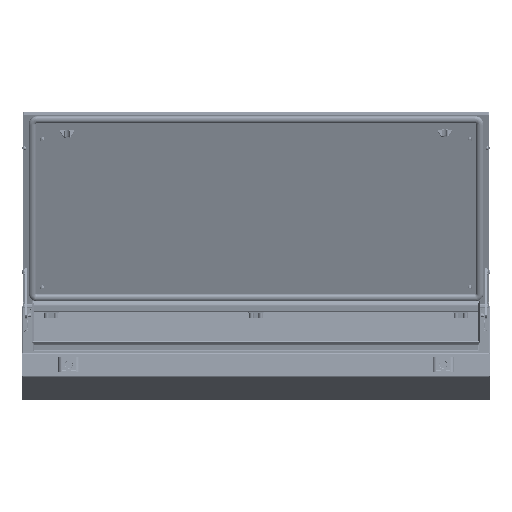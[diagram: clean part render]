
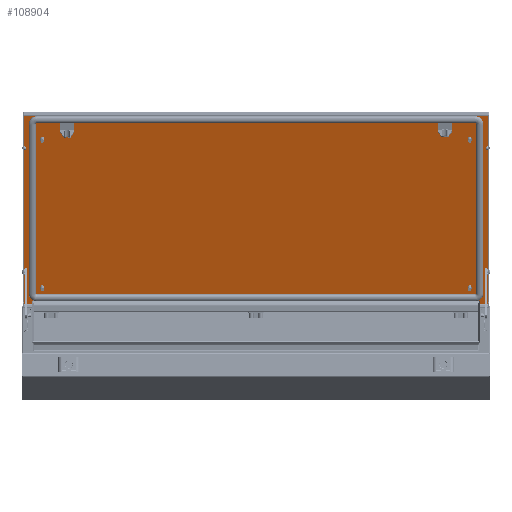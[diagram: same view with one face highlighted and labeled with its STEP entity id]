
A CAD part, front view. The second image highlights one B-rep face of the part: STEP entity #108904.
In plain terms, the highlighted face is planar.
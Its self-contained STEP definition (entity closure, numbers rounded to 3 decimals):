
#19293 = EDGE_CURVE ( 'NONE', #124902, #124900, #89630, .T. ) ;
#19297 = EDGE_CURVE ( 'NONE', #124906, #124902, #89637, .T. ) ;
#19299 = EDGE_CURVE ( 'NONE', #124918, #124906, #89645, .T. ) ;
#19301 = EDGE_CURVE ( 'NONE', #124900, #124918, #89652, .T. ) ;
#69010 = CARTESIAN_POINT ( 'NONE',  ( 218.5, -495.5, 2. ) ) ;
#69030 = CARTESIAN_POINT ( 'NONE',  ( -218.5, -495.5, 2. ) ) ;
#69045 = CARTESIAN_POINT ( 'NONE',  ( 218.5, 495.5, 2. ) ) ;
#69050 = CARTESIAN_POINT ( 'NONE',  ( -218.5, 495.5, 2. ) ) ;
#73748 = CARTESIAN_POINT ( 'NONE',  ( 218.5, 495.5, 2. ) ) ;
#73753 = CARTESIAN_POINT ( 'NONE',  ( 219.5, -495.5, 2. ) ) ;
#73754 = CARTESIAN_POINT ( 'NONE',  ( -219.5, 495.5, 2. ) ) ;
#73755 = DIRECTION ( 'NONE',  ( -1., 0., 0. ) ) ;
#73757 = CARTESIAN_POINT ( 'NONE',  ( -218.5, -495.5, 2. ) ) ;
#73758 = DIRECTION ( 'NONE',  ( 0., -1., 0. ) ) ;
#73760 = DIRECTION ( 'NONE',  ( 1., 0., 0. ) ) ;
#73761 = DIRECTION ( 'NONE',  ( 0., 1., 0. ) ) ;
#84910 = CARTESIAN_POINT ( 'NONE',  ( -219.5, -496.5, 2. ) ) ;
#84917 = PLANE ( 'NONE',  #103962 ) ;
#84919 = DIRECTION ( 'NONE',  ( 0., 0., 1. ) ) ;
#84920 = DIRECTION ( 'NONE',  ( 1., 0., 0. ) ) ;
#89630 = LINE ( 'NONE', #73753, #89640 ) ;
#89637 = LINE ( 'NONE', #73748, #89656 ) ;
#89640 = VECTOR ( 'NONE', #73755, 1000. ) ;
#89645 = LINE ( 'NONE', #73754, #89664 ) ;
#89652 = LINE ( 'NONE', #73757, #89671 ) ;
#89656 = VECTOR ( 'NONE', #73758, 1000. ) ;
#89664 = VECTOR ( 'NONE', #73760, 1000. ) ;
#89671 = VECTOR ( 'NONE', #73761, 1000. ) ;
#99564 = FACE_OUTER_BOUND ( 'NONE', #117572, .T. ) ;
#103962 = AXIS2_PLACEMENT_3D ( 'NONE', #84910, #84919, #84920 ) ;
#108904 = ADVANCED_FACE ( 'NONE', ( #99564 ), #84917, .T. ) ;
#117572 = EDGE_LOOP ( 'NONE', ( #122336, #122337, #122339, #122341 ) ) ;
#122336 = ORIENTED_EDGE ( 'NONE', *, *, #19293, .F. ) ;
#122337 = ORIENTED_EDGE ( 'NONE', *, *, #19297, .F. ) ;
#122339 = ORIENTED_EDGE ( 'NONE', *, *, #19299, .F. ) ;
#122341 = ORIENTED_EDGE ( 'NONE', *, *, #19301, .F. ) ;
#124900 = VERTEX_POINT ( 'NONE', #69030 ) ;
#124902 = VERTEX_POINT ( 'NONE', #69010 ) ;
#124906 = VERTEX_POINT ( 'NONE', #69045 ) ;
#124918 = VERTEX_POINT ( 'NONE', #69050 ) ;
